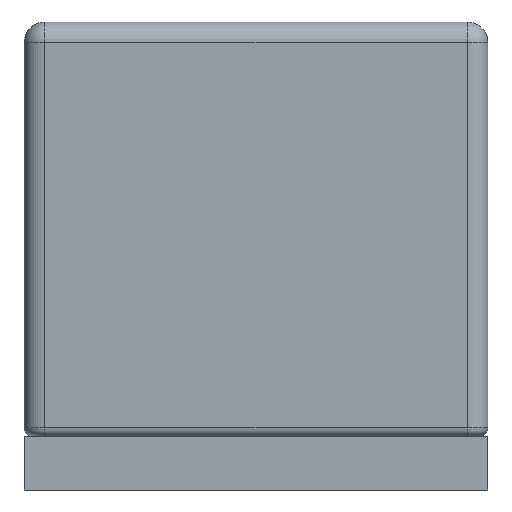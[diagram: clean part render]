
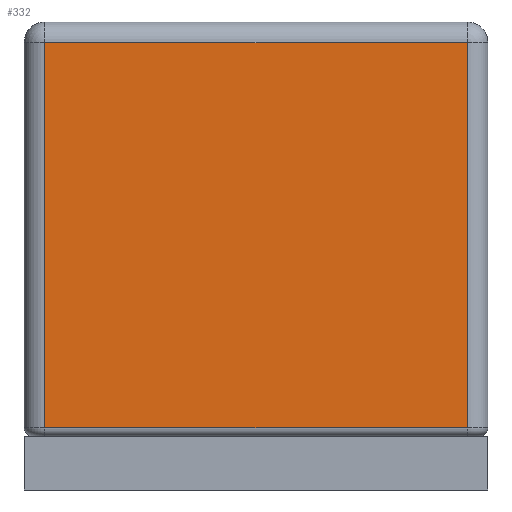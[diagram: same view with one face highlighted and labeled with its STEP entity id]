
A CAD part, front view. The second image highlights one B-rep face of the part: STEP entity #332.
In plain terms, the highlighted planar face has unit normal (0, -1, 0).
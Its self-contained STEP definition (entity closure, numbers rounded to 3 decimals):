
#131 = VERTEX_POINT('',#132);
#132 = CARTESIAN_POINT('',(5.1,-7.6,9.5));
#141 = VERTEX_POINT('',#142);
#142 = CARTESIAN_POINT('',(-5.1,-7.6,9.5));
#149 = EDGE_CURVE('',#131,#141,#150,.T.);
#150 = LINE('',#151,#152);
#151 = CARTESIAN_POINT('',(5.6,-7.6,9.5));
#152 = VECTOR('',#153,1.);
#153 = DIRECTION('',(-1.,0.,0.));
#332 = ADVANCED_FACE('',(#333),#358,.T.);
#333 = FACE_BOUND('',#334,.T.);
#334 = EDGE_LOOP('',(#335,#343,#344,#352));
#335 = ORIENTED_EDGE('',*,*,#336,.T.);
#336 = EDGE_CURVE('',#337,#131,#339,.T.);
#337 = VERTEX_POINT('',#338);
#338 = CARTESIAN_POINT('',(5.1,-7.6,0.2));
#339 = LINE('',#340,#341);
#340 = CARTESIAN_POINT('',(5.1,-7.6,0.));
#341 = VECTOR('',#342,1.);
#342 = DIRECTION('',(0.,0.,1.));
#343 = ORIENTED_EDGE('',*,*,#149,.T.);
#344 = ORIENTED_EDGE('',*,*,#345,.F.);
#345 = EDGE_CURVE('',#346,#141,#348,.T.);
#346 = VERTEX_POINT('',#347);
#347 = CARTESIAN_POINT('',(-5.1,-7.6,0.2));
#348 = LINE('',#349,#350);
#349 = CARTESIAN_POINT('',(-5.1,-7.6,0.));
#350 = VECTOR('',#351,1.);
#351 = DIRECTION('',(0.,0.,1.));
#352 = ORIENTED_EDGE('',*,*,#353,.F.);
#353 = EDGE_CURVE('',#337,#346,#354,.T.);
#354 = LINE('',#355,#356);
#355 = CARTESIAN_POINT('',(5.1,-7.6,0.2));
#356 = VECTOR('',#357,1.);
#357 = DIRECTION('',(-1.,0.,0.));
#358 = PLANE('',#359);
#359 = AXIS2_PLACEMENT_3D('',#360,#361,#362);
#360 = CARTESIAN_POINT('',(5.6,-7.6,0.));
#361 = DIRECTION('',(0.,-1.,0.));
#362 = DIRECTION('',(-1.,0.,0.));
